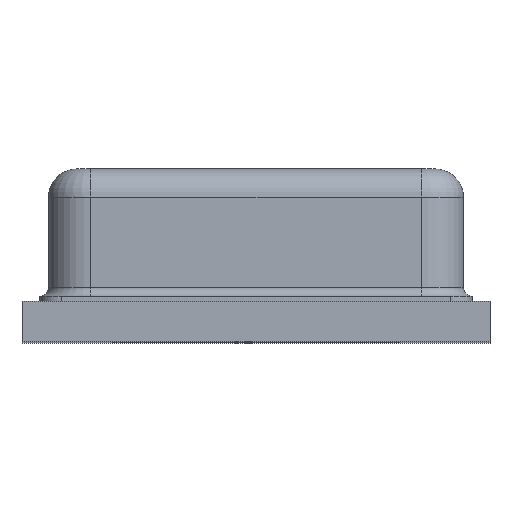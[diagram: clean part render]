
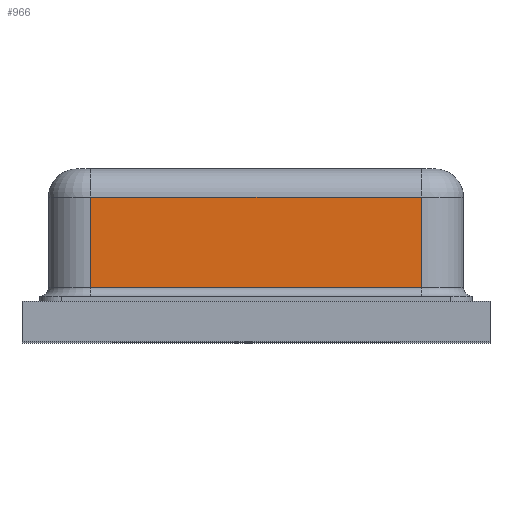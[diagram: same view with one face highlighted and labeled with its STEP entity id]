
A CAD part, top view. The second image highlights one B-rep face of the part: STEP entity #966.
In plain terms, the highlighted planar face has unit normal (0, 0, 1).
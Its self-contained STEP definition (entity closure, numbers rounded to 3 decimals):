
#37 = DIRECTION ( 'NONE',  ( -1., 0., 0. ) ) ;
#201 = VERTEX_POINT ( 'NONE', #1433 ) ;
#272 = CARTESIAN_POINT ( 'NONE',  ( -0.935, 0.82, 1.6 ) ) ;
#444 = LINE ( 'NONE', #2732, #3143 ) ;
#536 = DIRECTION ( 'NONE',  ( 0., 0., -1. ) ) ;
#794 = LINE ( 'NONE', #2693, #1665 ) ;
#878 = EDGE_CURVE ( 'NONE', #1867, #3157, #1309, .T. ) ;
#964 = LINE ( 'NONE', #1792, #3103 ) ;
#966 = ADVANCED_FACE ( 'NONE', ( #2436 ), #2992, .F. ) ;
#986 = EDGE_LOOP ( 'NONE', ( #1241, #1187, #1765, #3018 ) ) ;
#1058 = DIRECTION ( 'NONE',  ( 0., -1., 0. ) ) ;
#1187 = ORIENTED_EDGE ( 'NONE', *, *, #878, .T. ) ;
#1229 = DIRECTION ( 'NONE',  ( 0., -1., 0. ) ) ;
#1241 = ORIENTED_EDGE ( 'NONE', *, *, #3182, .F. ) ;
#1309 = LINE ( 'NONE', #272, #2471 ) ;
#1433 = CARTESIAN_POINT ( 'NONE',  ( -0.935, 0.31, 1.6 ) ) ;
#1535 = CARTESIAN_POINT ( 'NONE',  ( 0.935, 5.93, 1.6 ) ) ;
#1555 = CARTESIAN_POINT ( 'NONE',  ( -0.935, 0.82, 1.6 ) ) ;
#1665 = VECTOR ( 'NONE', #1229, 1000. ) ;
#1744 = DIRECTION ( 'NONE',  ( 1., 0., 0. ) ) ;
#1756 = EDGE_CURVE ( 'NONE', #3157, #201, #794, .T. ) ;
#1765 = ORIENTED_EDGE ( 'NONE', *, *, #1756, .T. ) ;
#1792 = CARTESIAN_POINT ( 'NONE',  ( 0.935, 5.93, 1.6 ) ) ;
#1859 = AXIS2_PLACEMENT_3D ( 'NONE', #1535, #536, #2050 ) ;
#1867 = VERTEX_POINT ( 'NONE', #2888 ) ;
#1976 = VERTEX_POINT ( 'NONE', #2770 ) ;
#2050 = DIRECTION ( 'NONE',  ( -1., 0., 0. ) ) ;
#2436 = FACE_OUTER_BOUND ( 'NONE', #986, .T. ) ;
#2471 = VECTOR ( 'NONE', #37, 1000. ) ;
#2693 = CARTESIAN_POINT ( 'NONE',  ( -0.935, 5.93, 1.6 ) ) ;
#2732 = CARTESIAN_POINT ( 'NONE',  ( 0.935, 0.31, 1.6 ) ) ;
#2770 = CARTESIAN_POINT ( 'NONE',  ( 0.935, 0.31, 1.6 ) ) ;
#2888 = CARTESIAN_POINT ( 'NONE',  ( 0.935, 0.82, 1.6 ) ) ;
#2953 = EDGE_CURVE ( 'NONE', #201, #1976, #444, .T. ) ;
#2992 = PLANE ( 'NONE',  #1859 ) ;
#3018 = ORIENTED_EDGE ( 'NONE', *, *, #2953, .T. ) ;
#3103 = VECTOR ( 'NONE', #1058, 1000. ) ;
#3143 = VECTOR ( 'NONE', #1744, 1000. ) ;
#3157 = VERTEX_POINT ( 'NONE', #1555 ) ;
#3182 = EDGE_CURVE ( 'NONE', #1867, #1976, #964, .T. ) ;
